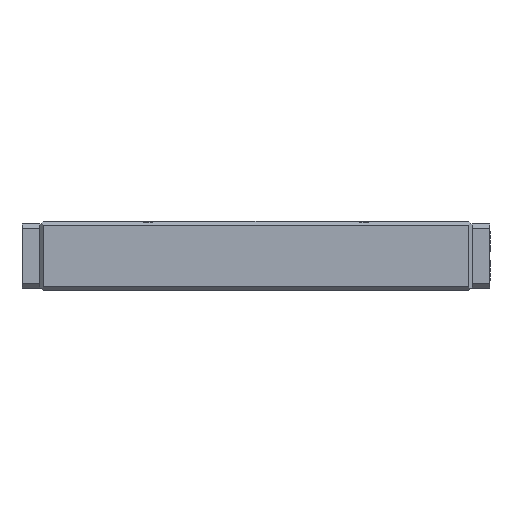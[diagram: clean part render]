
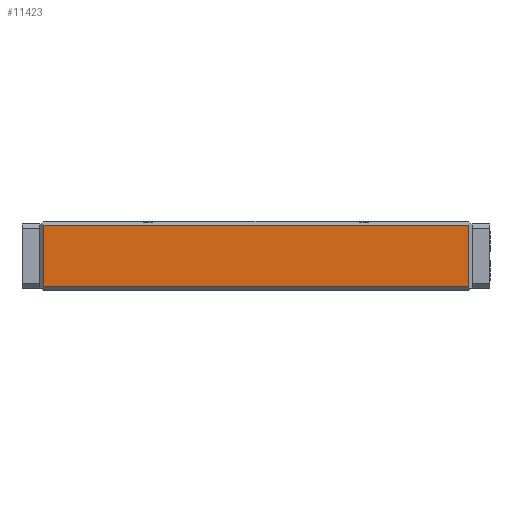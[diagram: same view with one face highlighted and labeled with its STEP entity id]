
A CAD part, front view. The second image highlights one B-rep face of the part: STEP entity #11423.
In plain terms, the highlighted planar face has unit normal (0, -1, 0).
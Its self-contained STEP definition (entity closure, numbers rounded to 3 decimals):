
#9462=FACE_OUTER_BOUND('',#18353,.T.);
#11423=ADVANCED_FACE('',(#9462),#13799,.T.);
#13799=PLANE('',#50706);
#18353=EDGE_LOOP('',(#21532,#21533,#21534,#21535));
#21532=ORIENTED_EDGE('',*,*,#37560,.T.);
#21533=ORIENTED_EDGE('',*,*,#37561,.T.);
#21534=ORIENTED_EDGE('',*,*,#37562,.T.);
#21535=ORIENTED_EDGE('',*,*,#37563,.T.);
#33474=VERTEX_POINT('',#65348);
#33475=VERTEX_POINT('',#65349);
#33476=VERTEX_POINT('',#65351);
#33477=VERTEX_POINT('',#65353);
#37560=EDGE_CURVE('',#33474,#33475,#43450,.T.);
#37561=EDGE_CURVE('',#33475,#33476,#43451,.T.);
#37562=EDGE_CURVE('',#33476,#33477,#43452,.T.);
#37563=EDGE_CURVE('',#33477,#33474,#43453,.T.);
#43450=LINE('',#65347,#47154);
#43451=LINE('',#65350,#47155);
#43452=LINE('',#65352,#47156);
#43453=LINE('',#65354,#47157);
#47154=VECTOR('',#54273,1.);
#47155=VECTOR('',#54274,1.);
#47156=VECTOR('',#54275,1.);
#47157=VECTOR('',#54276,1.);
#50706=AXIS2_PLACEMENT_3D('',#65355,#54277,#54278);
#54273=DIRECTION('',(-1.,0.,0.));
#54274=DIRECTION('',(0.,0.,-1.));
#54275=DIRECTION('',(1.,0.,0.));
#54276=DIRECTION('',(0.,0.,1.));
#54277=DIRECTION('',(0.,-1.,0.));
#54278=DIRECTION('',(0.,0.,1.));
#65347=CARTESIAN_POINT('',(25.,0.,7.575));
#65348=CARTESIAN_POINT('',(49.6,0.,7.575));
#65349=CARTESIAN_POINT('',(0.4,0.,7.575));
#65350=CARTESIAN_POINT('',(0.4,0.,0.));
#65351=CARTESIAN_POINT('',(0.4,0.,0.425));
#65352=CARTESIAN_POINT('',(25.,0.,0.425));
#65353=CARTESIAN_POINT('',(49.6,0.,0.425));
#65354=CARTESIAN_POINT('',(49.6,0.,0.));
#65355=CARTESIAN_POINT('',(25.,0.,0.));
